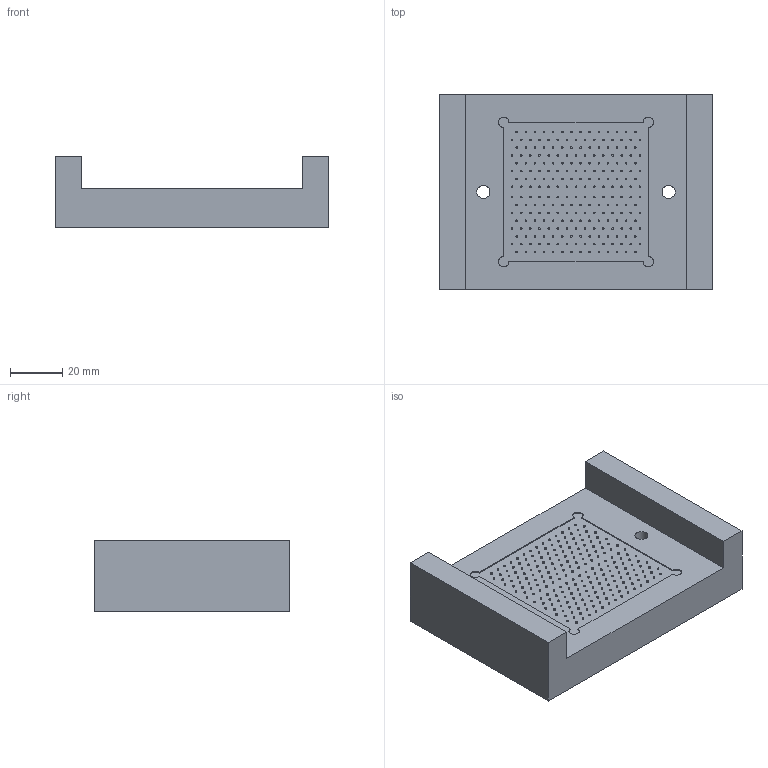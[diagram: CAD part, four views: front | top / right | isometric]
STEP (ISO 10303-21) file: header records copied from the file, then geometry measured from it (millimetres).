
FILE_DESCRIPTION(/* description */ ('Unknown'),/* implementation_level */ '2;1');
FILE_NAME(/* name */ 'flowS3-12TU-TIM',/* time_stamp */ '2021-03-01T10:43:49+01:00',/* author */ ('Unknown'),/* organization */ ('Unknown'),/* preprocessor_version */ 'ST-DEVELOPER v16.7',/* originating_system */ 'Solid Edge',/* authorisation */ 'Unknown');
FILE_SCHEMA (('AUTOMOTIVE_DESIGN {1 0 10303 214 3 1 1}'));
Length unit declared in the file: millimetre
Products named in the file (1): flowS3-12TU-TIM
Bounding box: 105 x 75 x 27.4 mm (x, y, z)
Volume: 134774 mm3; surface area: 26316.9 mm2
Topology: 1 solids, 1 shells, 570 faces, 972 edges, 648 vertices
Faces by surface type: plane 307, cylinder 243, bspline 18, cone 2
Full cylindrical faces by diameter (mm): 0.6 x232, 3.242 x4, 5 x2
Entity records: 13582 total; most frequent: CARTESIAN_POINT 3225, DIRECTION 2278, ORIENTED_EDGE 1448, FACE_BOUND 1062, EDGE_LOOP 1060, AXIS2_PLACEMENT_3D 1037, EDGE_CURVE 724, VERTEX_POINT 644
